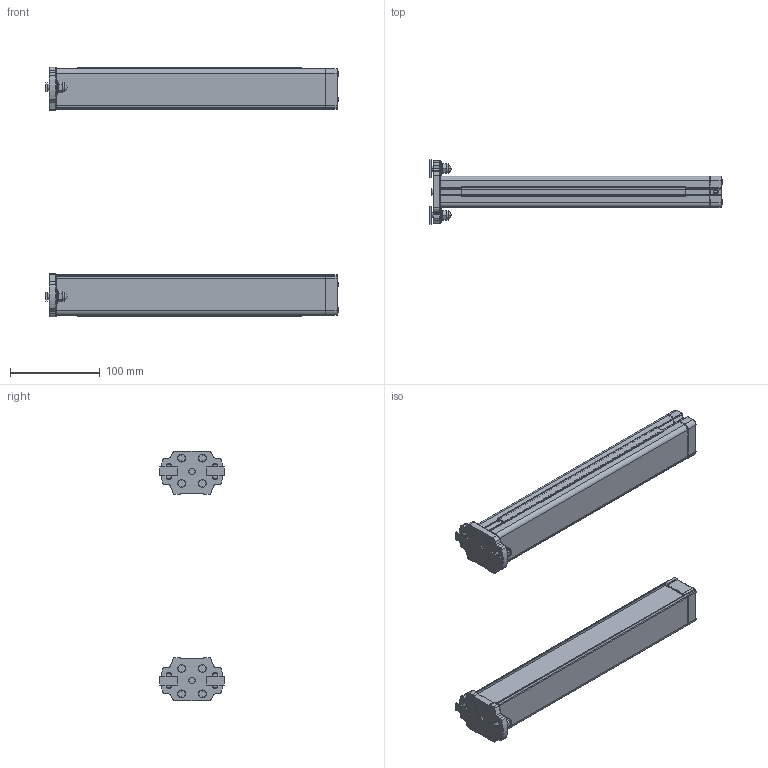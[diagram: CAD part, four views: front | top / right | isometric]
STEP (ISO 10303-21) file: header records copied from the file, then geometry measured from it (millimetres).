
FILE_DESCRIPTION(('STEP AP242'),'1');
FILE_NAME('xuszasl2xt.stp','2020-09-29T07:37:48',('TraceParts'),('TraceParts S.A.'),'Spatial InterOp 3D',' ',' ');
FILE_SCHEMA(('AP242_MANAGED_MODEL_BASED_3D_ENGINEERING_MIM_LF {1 0 10303 442 1 1 4}'));
Length unit declared in the file: millimetre
Products named in the file (1): xuszasl2xt_1
Bounding box: 325.81 x 72 x 278.04 mm (x, y, z)
Volume: 934555.7 mm3; surface area: 218145.5 mm2
Topology: 38 solids, 38 shells, 1970 faces, 5040 edges, 3096 vertices
Faces by surface type: cylinder 884, plane 696, torus 162, sphere 120, bspline 68, cone 40
Entity records: 78334 total; most frequent: CARTESIAN_POINT 13444, DIRECTION 10980, ORIENTED_EDGE 9876, EDGE_CURVE 4938, AXIS2_PLACEMENT_3D 4206, VERTEX_POINT 3096, LINE 2568, VECTOR 2568
